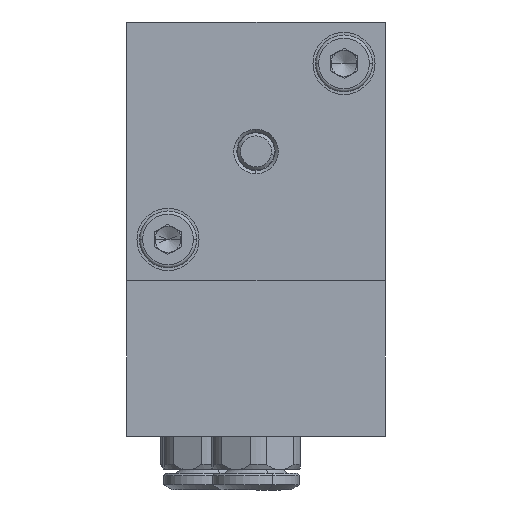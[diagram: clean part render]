
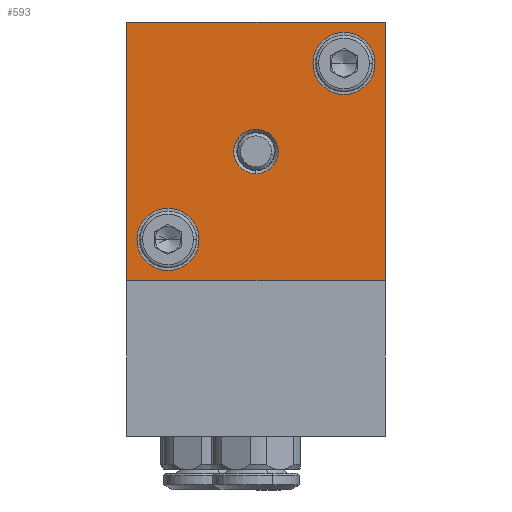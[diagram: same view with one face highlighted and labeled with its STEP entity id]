
A CAD part, front view. The second image highlights one B-rep face of the part: STEP entity #593.
In plain terms, the highlighted planar face has unit normal (0, -1, 0).
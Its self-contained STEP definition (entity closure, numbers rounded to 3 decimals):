
#204 = LINE ( 'NONE', #10667, #18020 ) ;
#593 = ADVANCED_FACE ( 'NONE', ( #17297, #16805, #17153, #18013 ), #41646, .F. ) ;
#2704 = CARTESIAN_POINT ( 'NONE',  ( 12.5, -12., -12.5 ) ) ;
#3160 = EDGE_CURVE ( 'NONE', #45796, #16868, #45449, .T. ) ;
#3512 = VERTEX_POINT ( 'NONE', #10231 ) ;
#3944 = CIRCLE ( 'NONE', #35711, 3. ) ;
#4089 = DIRECTION ( 'NONE',  ( 0., -1., 0. ) ) ;
#4290 = EDGE_LOOP ( 'NONE', ( #15730, #19441 ) ) ;
#4358 = DIRECTION ( 'NONE',  ( 0., 1., 0. ) ) ;
#4442 = AXIS2_PLACEMENT_3D ( 'NONE', #2704, #29193, #6516 ) ;
#4450 = CARTESIAN_POINT ( 'NONE',  ( 0., -12., -25. ) ) ;
#4672 = CARTESIAN_POINT ( 'NONE',  ( 4., -12., -18. ) ) ;
#4849 = LINE ( 'NONE', #9242, #11404 ) ;
#4871 = CARTESIAN_POINT ( 'NONE',  ( 21., -12., -4. ) ) ;
#5412 = CARTESIAN_POINT ( 'NONE',  ( 12.5, -12., -12.5 ) ) ;
#5795 = AXIS2_PLACEMENT_3D ( 'NONE', #5412, #31945, #9271 ) ;
#5858 = ORIENTED_EDGE ( 'NONE', *, *, #35641, .T. ) ;
#5931 = EDGE_CURVE ( 'NONE', #12071, #28847, #3944, .T. ) ;
#6516 = DIRECTION ( 'NONE',  ( 0., 0., -1. ) ) ;
#7589 = CARTESIAN_POINT ( 'NONE',  ( 12.5, -12., -10.35 ) ) ;
#7835 = CARTESIAN_POINT ( 'NONE',  ( 0., -12., 0. ) ) ;
#8640 = ORIENTED_EDGE ( 'NONE', *, *, #46192, .T. ) ;
#8724 = DIRECTION ( 'NONE',  ( 0., 0., 1. ) ) ;
#9089 = CARTESIAN_POINT ( 'NONE',  ( 12.5, -12., -14.65 ) ) ;
#9139 = CIRCLE ( 'NONE', #13334, 3. ) ;
#9242 = CARTESIAN_POINT ( 'NONE',  ( 25., -12., 0. ) ) ;
#9271 = DIRECTION ( 'NONE',  ( 0., 0., -1. ) ) ;
#10231 = CARTESIAN_POINT ( 'NONE',  ( 21., -12., -7. ) ) ;
#10309 = ORIENTED_EDGE ( 'NONE', *, *, #18794, .T. ) ;
#10485 = CARTESIAN_POINT ( 'NONE',  ( 25., -12., -25. ) ) ;
#10651 = EDGE_LOOP ( 'NONE', ( #18765, #48235 ) ) ;
#10667 = CARTESIAN_POINT ( 'NONE',  ( 0., -12., -25. ) ) ;
#11404 = VECTOR ( 'NONE', #46929, 1000. ) ;
#11563 = CIRCLE ( 'NONE', #5795, 2.15 ) ;
#12071 = VERTEX_POINT ( 'NONE', #40142 ) ;
#12615 = ORIENTED_EDGE ( 'NONE', *, *, #3160, .T. ) ;
#13334 = AXIS2_PLACEMENT_3D ( 'NONE', #4871, #31394, #8724 ) ;
#13505 = EDGE_LOOP ( 'NONE', ( #19127, #12615, #5858, #24014 ) ) ;
#13988 = AXIS2_PLACEMENT_3D ( 'NONE', #4450, #4358, #42381 ) ;
#15730 = ORIENTED_EDGE ( 'NONE', *, *, #41731, .F. ) ;
#16805 = FACE_BOUND ( 'NONE', #10651, .T. ) ;
#16868 = VERTEX_POINT ( 'NONE', #23222 ) ;
#17153 = FACE_BOUND ( 'NONE', #23938, .T. ) ;
#17297 = FACE_OUTER_BOUND ( 'NONE', #13505, .T. ) ;
#18013 = FACE_BOUND ( 'NONE', #4290, .T. ) ;
#18020 = VECTOR ( 'NONE', #18128, 1000. ) ;
#18110 = CARTESIAN_POINT ( 'NONE',  ( 21., -12., -4. ) ) ;
#18128 = DIRECTION ( 'NONE',  ( 0., 0., -1. ) ) ;
#18765 = ORIENTED_EDGE ( 'NONE', *, *, #25899, .F. ) ;
#18794 = EDGE_CURVE ( 'NONE', #42432, #29552, #23797, .T. ) ;
#18874 = VECTOR ( 'NONE', #18883, 1000. ) ;
#18883 = DIRECTION ( 'NONE',  ( 0., 0., 1. ) ) ;
#19127 = ORIENTED_EDGE ( 'NONE', *, *, #25350, .T. ) ;
#19441 = ORIENTED_EDGE ( 'NONE', *, *, #5931, .F. ) ;
#21867 = DIRECTION ( 'NONE',  ( 0., 0., 1. ) ) ;
#22166 = DIRECTION ( 'NONE',  ( 0., -1., 0. ) ) ;
#22220 = VERTEX_POINT ( 'NONE', #7835 ) ;
#22246 = VERTEX_POINT ( 'NONE', #38310 ) ;
#23068 = AXIS2_PLACEMENT_3D ( 'NONE', #18110, #44563, #21867 ) ;
#23222 = CARTESIAN_POINT ( 'NONE',  ( 25., -12., 0. ) ) ;
#23797 = CIRCLE ( 'NONE', #4442, 2.15 ) ;
#23938 = EDGE_LOOP ( 'NONE', ( #10309, #8640 ) ) ;
#24014 = ORIENTED_EDGE ( 'NONE', *, *, #34764, .T. ) ;
#25350 = EDGE_CURVE ( 'NONE', #22246, #45796, #27850, .T. ) ;
#25899 = EDGE_CURVE ( 'NONE', #37335, #3512, #46753, .T. ) ;
#26729 = CARTESIAN_POINT ( 'NONE',  ( 4., -12., -21. ) ) ;
#27850 = LINE ( 'NONE', #36882, #46793 ) ;
#28847 = VERTEX_POINT ( 'NONE', #4672 ) ;
#29193 = DIRECTION ( 'NONE',  ( 0., 1., 0. ) ) ;
#29552 = VERTEX_POINT ( 'NONE', #9089 ) ;
#30587 = DIRECTION ( 'NONE',  ( 0., 0., 1. ) ) ;
#31394 = DIRECTION ( 'NONE',  ( 0., -1., 0. ) ) ;
#31945 = DIRECTION ( 'NONE',  ( 0., 1., 0. ) ) ;
#32197 = CARTESIAN_POINT ( 'NONE',  ( 21., -12., -1. ) ) ;
#32312 = CIRCLE ( 'NONE', #45009, 3. ) ;
#34764 = EDGE_CURVE ( 'NONE', #22220, #22246, #204, .T. ) ;
#35641 = EDGE_CURVE ( 'NONE', #16868, #22220, #4849, .T. ) ;
#35653 = CARTESIAN_POINT ( 'NONE',  ( 25., -12., -25. ) ) ;
#35711 = AXIS2_PLACEMENT_3D ( 'NONE', #26729, #4089, #30587 ) ;
#36882 = CARTESIAN_POINT ( 'NONE',  ( 25., -12., -25. ) ) ;
#37335 = VERTEX_POINT ( 'NONE', #32197 ) ;
#38310 = CARTESIAN_POINT ( 'NONE',  ( 0., -12., -25. ) ) ;
#40142 = CARTESIAN_POINT ( 'NONE',  ( 4., -12., -24. ) ) ;
#40644 = DIRECTION ( 'NONE',  ( 1., 0., 0. ) ) ;
#41646 = PLANE ( 'NONE',  #13988 ) ;
#41731 = EDGE_CURVE ( 'NONE', #28847, #12071, #32312, .T. ) ;
#42381 = DIRECTION ( 'NONE',  ( 0., 0., -1. ) ) ;
#42432 = VERTEX_POINT ( 'NONE', #7589 ) ;
#42575 = EDGE_CURVE ( 'NONE', #3512, #37335, #9139, .T. ) ;
#44563 = DIRECTION ( 'NONE',  ( 0., -1., 0. ) ) ;
#44889 = CARTESIAN_POINT ( 'NONE',  ( 4., -12., -21. ) ) ;
#45009 = AXIS2_PLACEMENT_3D ( 'NONE', #44889, #22166, #48632 ) ;
#45449 = LINE ( 'NONE', #35653, #18874 ) ;
#45796 = VERTEX_POINT ( 'NONE', #10485 ) ;
#46192 = EDGE_CURVE ( 'NONE', #29552, #42432, #11563, .T. ) ;
#46753 = CIRCLE ( 'NONE', #23068, 3. ) ;
#46793 = VECTOR ( 'NONE', #40644, 1000. ) ;
#46929 = DIRECTION ( 'NONE',  ( -1., 0., 0. ) ) ;
#48235 = ORIENTED_EDGE ( 'NONE', *, *, #42575, .F. ) ;
#48632 = DIRECTION ( 'NONE',  ( 0., 0., 1. ) ) ;
